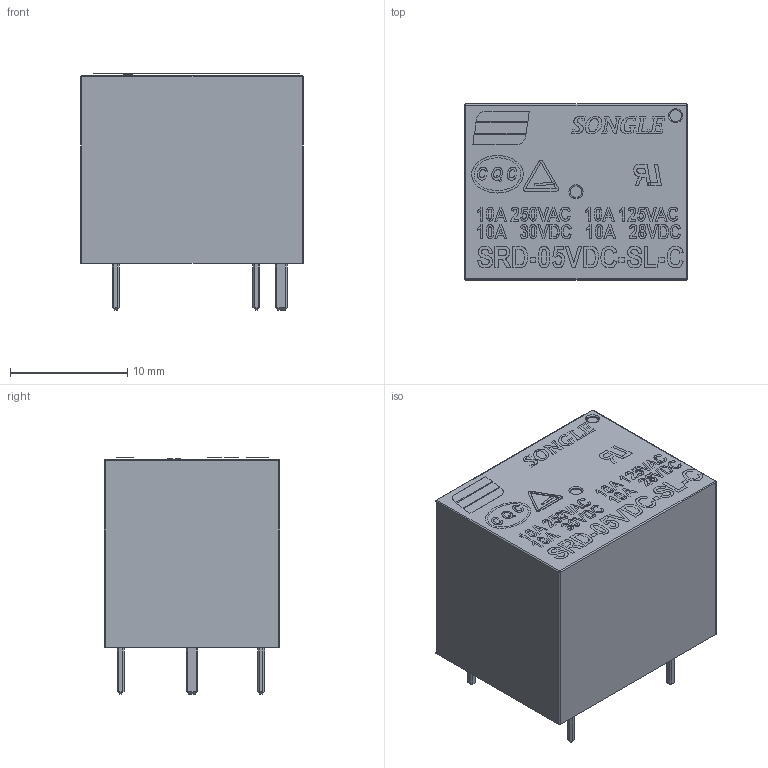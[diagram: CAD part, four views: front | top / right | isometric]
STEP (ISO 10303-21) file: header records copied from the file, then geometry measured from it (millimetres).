
FILE_DESCRIPTION(('FreeCAD Model'),'2;1');
FILE_NAME('Relay-Songle-SRD-05VDC-SL-C.step','2019-02-14T00:26:39',('kicad StepUp'),('ksu MCAD'), 'Open CASCADE STEP processor 7.2','FreeCAD','Unknown');
FILE_SCHEMA(('AUTOMOTIVE_DESIGN { 1 0 10303 214 1 1 1 1 }'));
Length unit declared in the file: millimetre
Products named in the file (19): PinCom; Pin004; Pin003; PinNC; PinNO; Logo3; Logo2; Logo1; CQC; SRD; SONGLE; 30vdc001; 250vac001; Triangle001_(Solid); Triangle002_(Solid); Ovale; R; L; Box
Bounding box: 19 x 15 x 20.15 mm (x, y, z)
Volume: 4571.9 mm3; surface area: 1788.8 mm2
Topology: 11 solids, 71 shells, 264 faces, 1395 edges, 1212 vertices
Faces by surface type: plane 237, cylinder 18, sphere 7, torus 2
Full cylindrical faces by diameter (mm): 1 x2
Entity records: 14404 total; most frequent: CARTESIAN_POINT 4122, ORIENTED_EDGE 1825, EDGE_CURVE 1391, DIRECTION 1336, VERTEX_POINT 1212, LINE 722, VECTOR 722, B_SPLINE_CURVE_WITH_KNOTS 627
